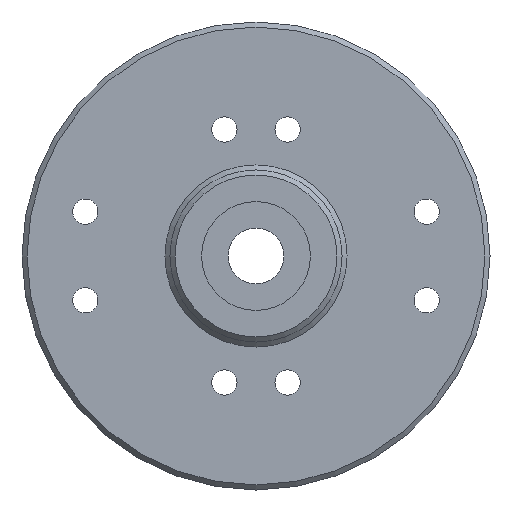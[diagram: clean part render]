
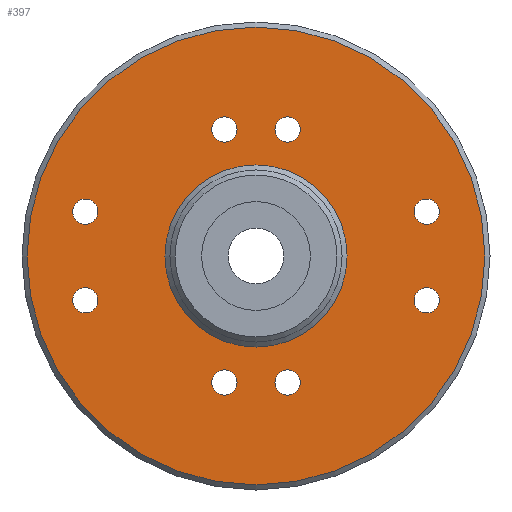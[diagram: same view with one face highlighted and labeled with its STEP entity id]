
A CAD part, front view. The second image highlights one B-rep face of the part: STEP entity #397.
In plain terms, the highlighted planar face has unit normal (0, -1, 0).
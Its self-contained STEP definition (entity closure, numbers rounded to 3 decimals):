
#26=FACE_BOUND('',#110,.T.);
#27=FACE_BOUND('',#111,.T.);
#28=FACE_BOUND('',#112,.T.);
#29=FACE_BOUND('',#113,.T.);
#30=FACE_BOUND('',#114,.T.);
#31=FACE_BOUND('',#115,.T.);
#32=FACE_BOUND('',#116,.T.);
#33=FACE_BOUND('',#117,.T.);
#34=FACE_BOUND('',#118,.T.);
#39=PLANE('',#466);
#75=FACE_OUTER_BOUND('',#109,.T.);
#109=EDGE_LOOP('',(#359));
#110=EDGE_LOOP('',(#360));
#111=EDGE_LOOP('',(#361));
#112=EDGE_LOOP('',(#362));
#113=EDGE_LOOP('',(#363));
#114=EDGE_LOOP('',(#364));
#115=EDGE_LOOP('',(#365));
#116=EDGE_LOOP('',(#366));
#117=EDGE_LOOP('',(#367));
#118=EDGE_LOOP('',(#368));
#161=CIRCLE('',#419,9.05);
#164=CIRCLE('',#424,3.6);
#168=CIRCLE('',#430,0.5);
#170=CIRCLE('',#433,0.5);
#172=CIRCLE('',#436,0.5);
#174=CIRCLE('',#439,0.5);
#176=CIRCLE('',#442,0.5);
#178=CIRCLE('',#445,0.5);
#180=CIRCLE('',#448,0.5);
#182=CIRCLE('',#451,0.5);
#193=VERTEX_POINT('',#610);
#196=VERTEX_POINT('',#620);
#200=VERTEX_POINT('',#632);
#202=VERTEX_POINT('',#638);
#204=VERTEX_POINT('',#644);
#206=VERTEX_POINT('',#650);
#208=VERTEX_POINT('',#656);
#210=VERTEX_POINT('',#662);
#212=VERTEX_POINT('',#668);
#214=VERTEX_POINT('',#674);
#227=EDGE_CURVE('',#193,#193,#161,.T.);
#231=EDGE_CURVE('',#196,#196,#164,.T.);
#237=EDGE_CURVE('',#200,#200,#168,.T.);
#240=EDGE_CURVE('',#202,#202,#170,.T.);
#243=EDGE_CURVE('',#204,#204,#172,.T.);
#246=EDGE_CURVE('',#206,#206,#174,.T.);
#249=EDGE_CURVE('',#208,#208,#176,.T.);
#252=EDGE_CURVE('',#210,#210,#178,.T.);
#255=EDGE_CURVE('',#212,#212,#180,.T.);
#258=EDGE_CURVE('',#214,#214,#182,.T.);
#359=ORIENTED_EDGE('',*,*,#227,.T.);
#360=ORIENTED_EDGE('',*,*,#237,.F.);
#361=ORIENTED_EDGE('',*,*,#240,.F.);
#362=ORIENTED_EDGE('',*,*,#243,.F.);
#363=ORIENTED_EDGE('',*,*,#246,.F.);
#364=ORIENTED_EDGE('',*,*,#249,.F.);
#365=ORIENTED_EDGE('',*,*,#252,.F.);
#366=ORIENTED_EDGE('',*,*,#255,.F.);
#367=ORIENTED_EDGE('',*,*,#258,.F.);
#368=ORIENTED_EDGE('',*,*,#231,.T.);
#397=ADVANCED_FACE('',(#75,#26,#27,#28,#29,#30,#31,#32,#33,#34),#39,.T.);
#419=AXIS2_PLACEMENT_3D('',#612,#484,#485);
#424=AXIS2_PLACEMENT_3D('',#621,#495,#496);
#430=AXIS2_PLACEMENT_3D('',#633,#509,#510);
#433=AXIS2_PLACEMENT_3D('',#639,#516,#517);
#436=AXIS2_PLACEMENT_3D('',#645,#523,#524);
#439=AXIS2_PLACEMENT_3D('',#651,#530,#531);
#442=AXIS2_PLACEMENT_3D('',#657,#537,#538);
#445=AXIS2_PLACEMENT_3D('',#663,#544,#545);
#448=AXIS2_PLACEMENT_3D('',#669,#551,#552);
#451=AXIS2_PLACEMENT_3D('',#675,#558,#559);
#466=AXIS2_PLACEMENT_3D('',#702,#594,#595);
#484=DIRECTION('center_axis',(0.,-1.,0.));
#485=DIRECTION('ref_axis',(0.,0.,-1.));
#495=DIRECTION('center_axis',(0.,1.,0.));
#496=DIRECTION('ref_axis',(0.,0.,-1.));
#509=DIRECTION('center_axis',(0.,-1.,0.));
#510=DIRECTION('ref_axis',(0.,0.,-1.));
#516=DIRECTION('center_axis',(0.,-1.,0.));
#517=DIRECTION('ref_axis',(0.,0.,-1.));
#523=DIRECTION('center_axis',(0.,-1.,0.));
#524=DIRECTION('ref_axis',(0.,0.,-1.));
#530=DIRECTION('center_axis',(0.,-1.,0.));
#531=DIRECTION('ref_axis',(0.,0.,-1.));
#537=DIRECTION('center_axis',(0.,-1.,0.));
#538=DIRECTION('ref_axis',(0.,0.,-1.));
#544=DIRECTION('center_axis',(0.,-1.,0.));
#545=DIRECTION('ref_axis',(0.,0.,-1.));
#551=DIRECTION('center_axis',(0.,-1.,0.));
#552=DIRECTION('ref_axis',(0.,0.,-1.));
#558=DIRECTION('center_axis',(0.,-1.,0.));
#559=DIRECTION('ref_axis',(0.,0.,-1.));
#594=DIRECTION('center_axis',(0.,-1.,0.));
#595=DIRECTION('ref_axis',(0.,0.,-1.));
#610=CARTESIAN_POINT('',(0.,4.291,-9.05));
#612=CARTESIAN_POINT('Origin',(0.,4.291,0.));
#620=CARTESIAN_POINT('',(0.,4.291,-3.6));
#621=CARTESIAN_POINT('Origin',(0.,4.291,0.));
#632=CARTESIAN_POINT('',(-6.75,4.291,-2.25));
#633=CARTESIAN_POINT('Origin',(-6.75,4.291,-1.75));
#638=CARTESIAN_POINT('',(6.75,4.291,-2.25));
#639=CARTESIAN_POINT('Origin',(6.75,4.291,-1.75));
#644=CARTESIAN_POINT('',(1.25,4.291,-5.5));
#645=CARTESIAN_POINT('Origin',(1.25,4.291,-5.));
#650=CARTESIAN_POINT('',(6.75,4.291,1.25));
#651=CARTESIAN_POINT('Origin',(6.75,4.291,1.75));
#656=CARTESIAN_POINT('',(1.25,4.291,4.5));
#657=CARTESIAN_POINT('Origin',(1.25,4.291,5.));
#662=CARTESIAN_POINT('',(-1.25,4.291,4.5));
#663=CARTESIAN_POINT('Origin',(-1.25,4.291,5.));
#668=CARTESIAN_POINT('',(-6.75,4.291,1.25));
#669=CARTESIAN_POINT('Origin',(-6.75,4.291,1.75));
#674=CARTESIAN_POINT('',(-1.25,4.291,-5.5));
#675=CARTESIAN_POINT('Origin',(-1.25,4.291,-5.));
#702=CARTESIAN_POINT('Origin',(-9.25,4.291,0.));
